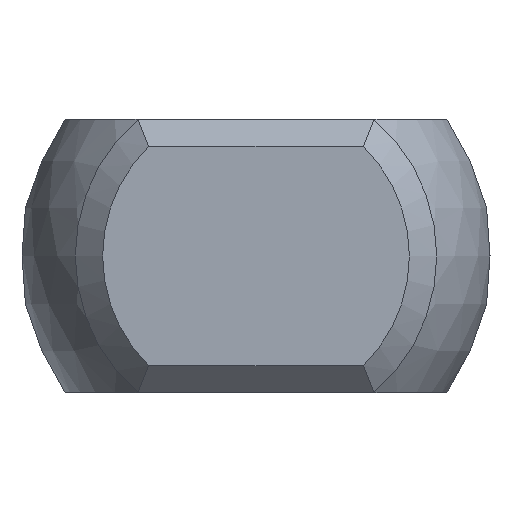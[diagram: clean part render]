
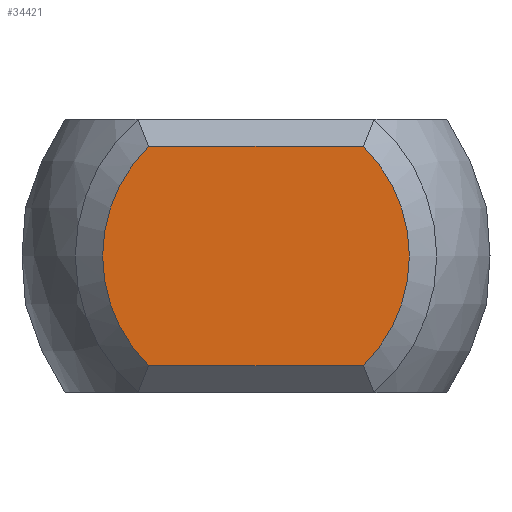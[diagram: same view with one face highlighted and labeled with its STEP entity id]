
A CAD part, left-side view. The second image highlights one B-rep face of the part: STEP entity #34421.
In plain terms, the highlighted planar face has unit normal (-1, 0, 0).
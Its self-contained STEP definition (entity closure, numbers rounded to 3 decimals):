
#33138 = PLANE('',#33139);
#33139 = AXIS2_PLACEMENT_3D('',#33140,#33141,#33142);
#33140 = CARTESIAN_POINT('',(-62.25,3.125,2.25));
#33141 = DIRECTION('',(0.707,0.,-0.707));
#33142 = DIRECTION('',(-0.707,0.,-0.707));
#34057 = EDGE_CURVE('',#34058,#34060,#34062,.T.);
#34058 = VERTEX_POINT('',#34059);
#34059 = CARTESIAN_POINT('',(-62.5,-1.96,-2.));
#34060 = VERTEX_POINT('',#34061);
#34061 = CARTESIAN_POINT('',(-62.5,-1.96,2.));
#34062 = SURFACE_CURVE('',#34063,(#34068,#34080),.PCURVE_S1.);
#34063 = CIRCLE('',#34064,2.8);
#34064 = AXIS2_PLACEMENT_3D('',#34065,#34066,#34067);
#34065 = CARTESIAN_POINT('',(-62.5,0.,0.));
#34066 = DIRECTION('',(-1.,0.,0.));
#34067 = DIRECTION('',(0.,-1.,0.));
#34068 = PCURVE('',#34069,#34074);
#34069 = CONICAL_SURFACE('',#34070,3.05,0.785);
#34070 = AXIS2_PLACEMENT_3D('',#34071,#34072,#34073);
#34071 = CARTESIAN_POINT('',(-62.25,0.,0.));
#34072 = DIRECTION('',(1.,0.,0.));
#34073 = DIRECTION('',(0.,-1.,0.));
#34074 = DEFINITIONAL_REPRESENTATION('',(#34075),#34079);
#34075 = LINE('',#34076,#34077);
#34076 = CARTESIAN_POINT('',(6.283,-0.25));
#34077 = VECTOR('',#34078,1.);
#34078 = DIRECTION('',(-1.,0.));
#34079 = ( GEOMETRIC_REPRESENTATION_CONTEXT(2) 
PARAMETRIC_REPRESENTATION_CONTEXT() REPRESENTATION_CONTEXT('2D SPACE',''
  ) );
#34080 = PCURVE('',#34081,#34086);
#34081 = PLANE('',#34082);
#34082 = AXIS2_PLACEMENT_3D('',#34083,#34084,#34085);
#34083 = CARTESIAN_POINT('',(-62.5,0.,0.));
#34084 = DIRECTION('',(1.,0.,0.));
#34085 = DIRECTION('',(0.,0.,-1.));
#34086 = DEFINITIONAL_REPRESENTATION('',(#34087),#34095);
#34087 = ( BOUNDED_CURVE() B_SPLINE_CURVE(2,(#34088,#34089,#34090,#34091
    ,#34092,#34093,#34094),.UNSPECIFIED.,.T.,.F.) 
B_SPLINE_CURVE_WITH_KNOTS((1,2,2,2,2,1),(-2.094,0.,
    2.094,4.189,6.283,8.378),
.UNSPECIFIED.) CURVE() GEOMETRIC_REPRESENTATION_ITEM() 
RATIONAL_B_SPLINE_CURVE((1.,0.5,1.,0.5,1.,0.5,1.)) REPRESENTATION_ITEM(
  '') );
#34088 = CARTESIAN_POINT('',(0.,-2.8));
#34089 = CARTESIAN_POINT('',(-4.85,-2.8));
#34090 = CARTESIAN_POINT('',(-2.425,1.4));
#34091 = CARTESIAN_POINT('',(0.,5.6));
#34092 = CARTESIAN_POINT('',(2.425,1.4));
#34093 = CARTESIAN_POINT('',(4.85,-2.8));
#34094 = CARTESIAN_POINT('',(0.,-2.8));
#34095 = ( GEOMETRIC_REPRESENTATION_CONTEXT(2) 
PARAMETRIC_REPRESENTATION_CONTEXT() REPRESENTATION_CONTEXT('2D SPACE',''
  ) );
#34113 = PLANE('',#34114);
#34114 = AXIS2_PLACEMENT_3D('',#34115,#34116,#34117);
#34115 = CARTESIAN_POINT('',(-62.25,-3.125,-2.25));
#34116 = DIRECTION('',(0.707,0.,0.707)
  );
#34117 = DIRECTION('',(0.707,0.,-0.707));
#34173 = EDGE_CURVE('',#34060,#34174,#34176,.T.);
#34174 = VERTEX_POINT('',#34175);
#34175 = CARTESIAN_POINT('',(-62.5,1.96,2.));
#34176 = SURFACE_CURVE('',#34177,(#34181,#34188),.PCURVE_S1.);
#34177 = LINE('',#34178,#34179);
#34178 = CARTESIAN_POINT('',(-62.5,3.125,2.));
#34179 = VECTOR('',#34180,1.);
#34180 = DIRECTION('',(0.,1.,0.));
#34181 = PCURVE('',#33138,#34182);
#34182 = DEFINITIONAL_REPRESENTATION('',(#34183),#34187);
#34183 = LINE('',#34184,#34185);
#34184 = CARTESIAN_POINT('',(0.354,0.));
#34185 = VECTOR('',#34186,1.);
#34186 = DIRECTION('',(0.,1.));
#34187 = ( GEOMETRIC_REPRESENTATION_CONTEXT(2) 
PARAMETRIC_REPRESENTATION_CONTEXT() REPRESENTATION_CONTEXT('2D SPACE',''
  ) );
#34188 = PCURVE('',#34081,#34189);
#34189 = DEFINITIONAL_REPRESENTATION('',(#34190),#34194);
#34190 = LINE('',#34191,#34192);
#34191 = CARTESIAN_POINT('',(-2.,3.125));
#34192 = VECTOR('',#34193,1.);
#34193 = DIRECTION('',(0.,1.));
#34194 = ( GEOMETRIC_REPRESENTATION_CONTEXT(2) 
PARAMETRIC_REPRESENTATION_CONTEXT() REPRESENTATION_CONTEXT('2D SPACE',''
  ) );
#34214 = CONICAL_SURFACE('',#34215,3.05,0.785);
#34215 = AXIS2_PLACEMENT_3D('',#34216,#34217,#34218);
#34216 = CARTESIAN_POINT('',(-62.25,0.,0.));
#34217 = DIRECTION('',(1.,0.,0.));
#34218 = DIRECTION('',(-0.,1.,0.));
#34228 = EDGE_CURVE('',#34174,#34229,#34231,.T.);
#34229 = VERTEX_POINT('',#34230);
#34230 = CARTESIAN_POINT('',(-62.5,1.96,-2.));
#34231 = SURFACE_CURVE('',#34232,(#34237,#34244),.PCURVE_S1.);
#34232 = CIRCLE('',#34233,2.8);
#34233 = AXIS2_PLACEMENT_3D('',#34234,#34235,#34236);
#34234 = CARTESIAN_POINT('',(-62.5,0.,0.));
#34235 = DIRECTION('',(-1.,0.,0.));
#34236 = DIRECTION('',(0.,1.,0.));
#34237 = PCURVE('',#34214,#34238);
#34238 = DEFINITIONAL_REPRESENTATION('',(#34239),#34243);
#34239 = LINE('',#34240,#34241);
#34240 = CARTESIAN_POINT('',(6.283,-0.25));
#34241 = VECTOR('',#34242,1.);
#34242 = DIRECTION('',(-1.,0.));
#34243 = ( GEOMETRIC_REPRESENTATION_CONTEXT(2) 
PARAMETRIC_REPRESENTATION_CONTEXT() REPRESENTATION_CONTEXT('2D SPACE',''
  ) );
#34244 = PCURVE('',#34081,#34245);
#34245 = DEFINITIONAL_REPRESENTATION('',(#34246),#34254);
#34246 = ( BOUNDED_CURVE() B_SPLINE_CURVE(2,(#34247,#34248,#34249,#34250
    ,#34251,#34252,#34253),.UNSPECIFIED.,.T.,.F.) 
B_SPLINE_CURVE_WITH_KNOTS((1,2,2,2,2,1),(-2.094,0.,
    2.094,4.189,6.283,8.378),
.UNSPECIFIED.) CURVE() GEOMETRIC_REPRESENTATION_ITEM() 
RATIONAL_B_SPLINE_CURVE((1.,0.5,1.,0.5,1.,0.5,1.)) REPRESENTATION_ITEM(
  '') );
#34247 = CARTESIAN_POINT('',(0.,2.8));
#34248 = CARTESIAN_POINT('',(4.85,2.8));
#34249 = CARTESIAN_POINT('',(2.425,-1.4));
#34250 = CARTESIAN_POINT('',(0.,-5.6));
#34251 = CARTESIAN_POINT('',(-2.425,-1.4));
#34252 = CARTESIAN_POINT('',(-4.85,2.8));
#34253 = CARTESIAN_POINT('',(0.,2.8));
#34254 = ( GEOMETRIC_REPRESENTATION_CONTEXT(2) 
PARAMETRIC_REPRESENTATION_CONTEXT() REPRESENTATION_CONTEXT('2D SPACE',''
  ) );
#34328 = EDGE_CURVE('',#34229,#34058,#34329,.T.);
#34329 = SURFACE_CURVE('',#34330,(#34334,#34341),.PCURVE_S1.);
#34330 = LINE('',#34331,#34332);
#34331 = CARTESIAN_POINT('',(-62.5,-3.125,-2.));
#34332 = VECTOR('',#34333,1.);
#34333 = DIRECTION('',(0.,-1.,0.));
#34334 = PCURVE('',#34113,#34335);
#34335 = DEFINITIONAL_REPRESENTATION('',(#34336),#34340);
#34336 = LINE('',#34337,#34338);
#34337 = CARTESIAN_POINT('',(-0.354,0.));
#34338 = VECTOR('',#34339,1.);
#34339 = DIRECTION('',(0.,-1.));
#34340 = ( GEOMETRIC_REPRESENTATION_CONTEXT(2) 
PARAMETRIC_REPRESENTATION_CONTEXT() REPRESENTATION_CONTEXT('2D SPACE',''
  ) );
#34341 = PCURVE('',#34081,#34342);
#34342 = DEFINITIONAL_REPRESENTATION('',(#34343),#34347);
#34343 = LINE('',#34344,#34345);
#34344 = CARTESIAN_POINT('',(2.,-3.125));
#34345 = VECTOR('',#34346,1.);
#34346 = DIRECTION('',(0.,-1.));
#34347 = ( GEOMETRIC_REPRESENTATION_CONTEXT(2) 
PARAMETRIC_REPRESENTATION_CONTEXT() REPRESENTATION_CONTEXT('2D SPACE',''
  ) );
#34421 = ADVANCED_FACE('',(#34422),#34081,.F.);
#34422 = FACE_BOUND('',#34423,.T.);
#34423 = EDGE_LOOP('',(#34424,#34425,#34426,#34427));
#34424 = ORIENTED_EDGE('',*,*,#34057,.T.);
#34425 = ORIENTED_EDGE('',*,*,#34173,.T.);
#34426 = ORIENTED_EDGE('',*,*,#34228,.T.);
#34427 = ORIENTED_EDGE('',*,*,#34328,.T.);
